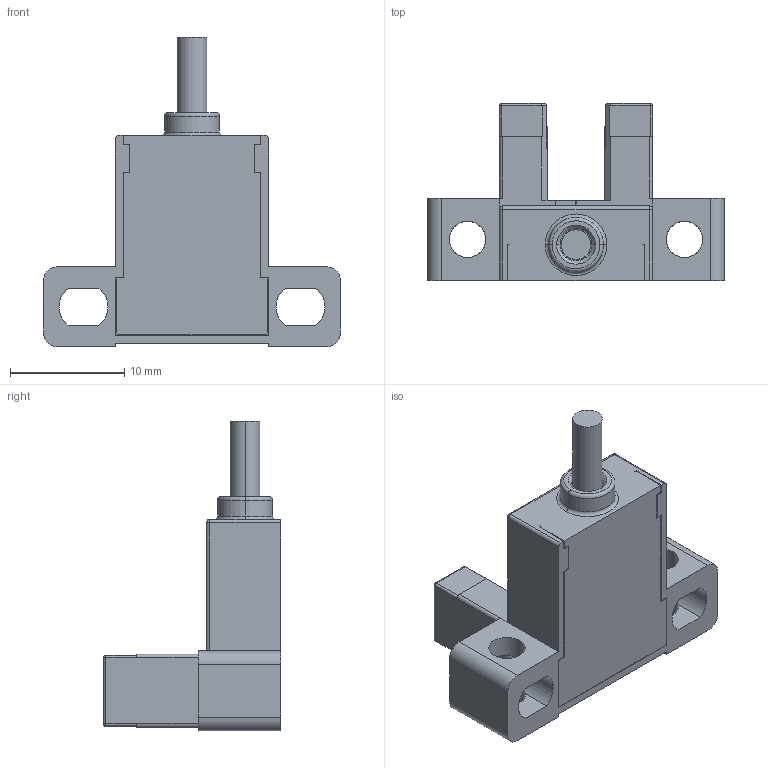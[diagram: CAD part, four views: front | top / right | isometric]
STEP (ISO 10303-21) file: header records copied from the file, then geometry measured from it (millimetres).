
FILE_DESCRIPTION((''),'2;1');
FILE_NAME('PRT0001','2011-03-25T',('sereneee'),(''),'PRO/ENGINEER BY PARAMETRIC TECHNOLOGY CORPORATION, 2006140','PRO/ENGINEER BY PARAMETRIC TECHNOLOGY CORPORATION, 2006140','');
FILE_SCHEMA(('CONFIG_CONTROL_DESIGN'));
Length unit declared in the file: millimetre
Products named in the file (1): PRT0001
Bounding box: 26 x 15.5 x 27.1 mm (x, y, z)
Volume: 1391.1 mm3; surface area: 3127.1 mm2
Topology: 3 solids, 3 shells, 321 faces, 919 edges, 596 vertices
Faces by surface type: plane 247, cylinder 60, sphere 6, torus 4, cone 4
Entity records: 10481 total; most frequent: CARTESIAN_POINT 1963, ORIENTED_EDGE 1838, DIRECTION 1663, EDGE_CURVE 919, VECTOR 763, LINE 763, VERTEX_POINT 596, AXIS2_PLACEMENT_3D 450
